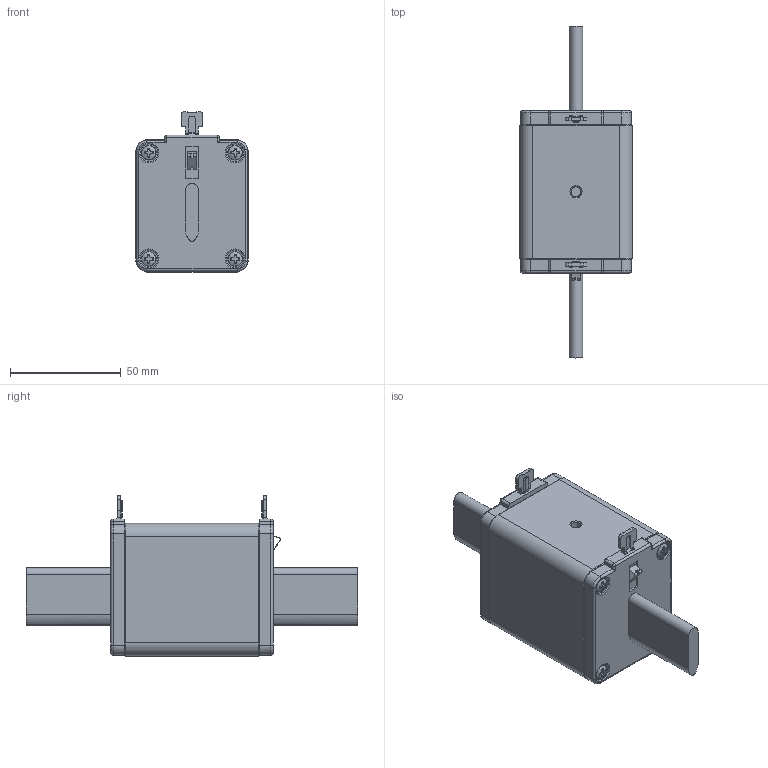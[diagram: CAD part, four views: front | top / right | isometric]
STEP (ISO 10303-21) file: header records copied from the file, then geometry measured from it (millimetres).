
FILE_DESCRIPTION(/* description */ (''),/* implementation_level */ '2;1');
FILE_NAME(/* name */ '1000409-A NH2 SGL.stp',/* time_stamp */ '2016-11-30T08:36:48+01:00',/* author */ (''),/* organization */ (''),/* preprocessor_version */ 'ST-DEVELOPER v16',/* originating_system */ 'SIEMENS PLM Software NX 10.0',/* authorisation */ '');
FILE_SCHEMA (('AP203_CONFIGURATION_CONTROLLED_3D_DESIGN_OF_MECHANICAL_PARTS_AND_ASSEMBLIES_MIM_LF { 1 0 10303 403 2 1 2}'));
Length unit declared in the file: millimetre
Products named in the file (1): dbou2C045E33eful
Bounding box: 51 x 150 x 72.5 mm (x, y, z)
Volume: 231889.6 mm3; surface area: 28755.7 mm2
Topology: 1 solids, 19 shells, 649 faces, 1689 edges, 1071 vertices
Faces by surface type: plane 343, cylinder 175, cone 79, torus 30, sphere 12, bspline 6, extrusion 4
Full cylindrical faces by diameter (mm): 2.459 x8, 3.354 x8, 4.5 x9, 6 x1, 7 x1, 8 x8
Entity records: 20043 total; most frequent: CARTESIAN_POINT 4613, DIRECTION 3254, ORIENTED_EDGE 3074, EDGE_CURVE 1537, AXIS2_PLACEMENT_3D 1224, VERTEX_POINT 1019, VECTOR 806, LINE 802
